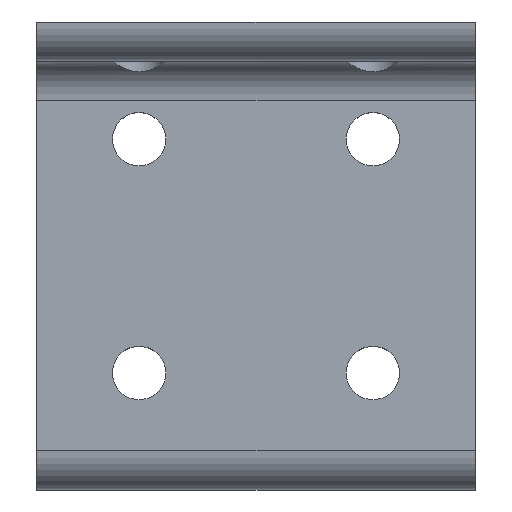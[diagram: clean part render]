
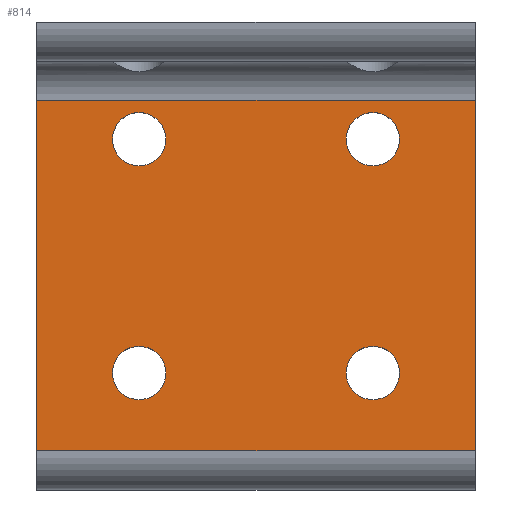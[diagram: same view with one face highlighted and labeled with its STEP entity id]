
A CAD part, top view. The second image highlights one B-rep face of the part: STEP entity #814.
In plain terms, the highlighted planar face has unit normal (0, 0, 1).
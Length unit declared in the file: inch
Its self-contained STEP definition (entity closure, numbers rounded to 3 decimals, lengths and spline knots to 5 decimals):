
#78=CARTESIAN_POINT('',(0.75,-2.421,0.25));
#79=VERTEX_POINT('',#78);
#95=CARTESIAN_POINT('',(0.75,-2.079,0.25));
#96=VERTEX_POINT('',#95);
#103=CARTESIAN_POINT('',(0.75,-2.25,0.25));
#104=DIRECTION('',(0.0,0.0,-1.0));
#105=DIRECTION('',(0.0,-1.0,0.0));
#106=AXIS2_PLACEMENT_3D('',#103,#104,#105);
#107=CIRCLE('',#106,0.171);
#108=EDGE_CURVE('',#79,#96,#107,.T.);
#120=CARTESIAN_POINT('',(0.75,-0.921,0.25));
#121=VERTEX_POINT('',#120);
#137=CARTESIAN_POINT('',(0.75,-0.579,0.25));
#138=VERTEX_POINT('',#137);
#145=CARTESIAN_POINT('',(0.75,-0.75,0.25));
#146=DIRECTION('',(0.0,0.0,-1.0));
#147=DIRECTION('',(0.0,-1.0,0.0));
#148=AXIS2_PLACEMENT_3D('',#145,#146,#147);
#149=CIRCLE('',#148,0.171);
#150=EDGE_CURVE('',#121,#138,#149,.T.);
#162=CARTESIAN_POINT('',(-0.75,-2.421,0.25));
#163=VERTEX_POINT('',#162);
#179=CARTESIAN_POINT('',(-0.75,-2.079,0.25));
#180=VERTEX_POINT('',#179);
#187=CARTESIAN_POINT('',(-0.75,-2.25,0.25));
#188=DIRECTION('',(0.0,0.0,-1.0));
#189=DIRECTION('',(0.0,-1.0,0.0));
#190=AXIS2_PLACEMENT_3D('',#187,#188,#189);
#191=CIRCLE('',#190,0.171);
#192=EDGE_CURVE('',#163,#180,#191,.T.);
#204=CARTESIAN_POINT('',(-0.75,-0.921,0.25));
#205=VERTEX_POINT('',#204);
#221=CARTESIAN_POINT('',(-0.75,-0.579,0.25));
#222=VERTEX_POINT('',#221);
#229=CARTESIAN_POINT('',(-0.75,-0.75,0.25));
#230=DIRECTION('',(0.0,0.0,-1.0));
#231=DIRECTION('',(0.0,-1.0,0.0));
#232=AXIS2_PLACEMENT_3D('',#229,#230,#231);
#233=CIRCLE('',#232,0.171);
#234=EDGE_CURVE('',#205,#222,#233,.T.);
#388=CARTESIAN_POINT('',(-0.75,-0.75,0.25));
#389=DIRECTION('',(0.0,0.0,-1.0));
#390=DIRECTION('',(0.0,-1.0,0.0));
#391=AXIS2_PLACEMENT_3D('',#388,#389,#390);
#392=CIRCLE('',#391,0.171);
#393=EDGE_CURVE('',#222,#205,#392,.T.);
#412=CARTESIAN_POINT('',(-0.75,-2.25,0.25));
#413=DIRECTION('',(0.0,0.0,-1.0));
#414=DIRECTION('',(0.0,-1.0,0.0));
#415=AXIS2_PLACEMENT_3D('',#412,#413,#414);
#416=CIRCLE('',#415,0.171);
#417=EDGE_CURVE('',#180,#163,#416,.T.);
#579=CARTESIAN_POINT('',(0.75,-0.75,0.25));
#580=DIRECTION('',(0.0,0.0,-1.0));
#581=DIRECTION('',(0.0,-1.0,0.0));
#582=AXIS2_PLACEMENT_3D('',#579,#580,#581);
#583=CIRCLE('',#582,0.171);
#584=EDGE_CURVE('',#138,#121,#583,.T.);
#603=CARTESIAN_POINT('',(0.75,-2.25,0.25));
#604=DIRECTION('',(0.0,0.0,-1.0));
#605=DIRECTION('',(0.0,-1.0,0.0));
#606=AXIS2_PLACEMENT_3D('',#603,#604,#605);
#607=CIRCLE('',#606,0.171);
#608=EDGE_CURVE('',#96,#79,#607,.T.);
#740=CARTESIAN_POINT('',(1.406,-2.75,0.25));
#741=VERTEX_POINT('',#740);
#749=CARTESIAN_POINT('',(-1.406,-2.75,0.25));
#750=VERTEX_POINT('',#749);
#751=CARTESIAN_POINT('',(-1.406,-2.75,0.25));
#752=DIRECTION('',(1.0,0.0,0.0));
#753=VECTOR('',#752,2.812);
#754=LINE('',#751,#753);
#755=EDGE_CURVE('',#750,#741,#754,.T.);
#768=CARTESIAN_POINT('',(-1.406,-2.75,0.25));
#769=DIRECTION('',(0.0,0.0,1.0));
#770=DIRECTION('',(0.0,-1.0,0.0));
#771=AXIS2_PLACEMENT_3D('',#768,#769,#770);
#772=PLANE('',#771);
#773=CARTESIAN_POINT('',(1.406,-0.5,0.25));
#774=VERTEX_POINT('',#773);
#775=CARTESIAN_POINT('',(1.406,-2.75,0.25));
#776=DIRECTION('',(0.0,1.0,0.0));
#777=VECTOR('',#776,2.25);
#778=LINE('',#775,#777);
#779=EDGE_CURVE('',#741,#774,#778,.T.);
#780=ORIENTED_EDGE('',*,*,#779,.T.);
#781=CARTESIAN_POINT('',(-1.406,-0.5,0.25));
#782=VERTEX_POINT('',#781);
#783=CARTESIAN_POINT('',(-1.406,-0.5,0.25));
#784=DIRECTION('',(1.0,0.0,0.0));
#785=VECTOR('',#784,2.812);
#786=LINE('',#783,#785);
#787=EDGE_CURVE('',#782,#774,#786,.T.);
#788=ORIENTED_EDGE('',*,*,#787,.F.);
#789=CARTESIAN_POINT('',(-1.406,-2.75,0.25));
#790=DIRECTION('',(0.0,1.0,0.0));
#791=VECTOR('',#790,2.25);
#792=LINE('',#789,#791);
#793=EDGE_CURVE('',#750,#782,#792,.T.);
#794=ORIENTED_EDGE('',*,*,#793,.F.);
#795=ORIENTED_EDGE('',*,*,#755,.T.);
#796=EDGE_LOOP('',(#780,#788,#794,#795));
#797=FACE_OUTER_BOUND('',#796,.T.);
#798=ORIENTED_EDGE('',*,*,#234,.T.);
#799=ORIENTED_EDGE('',*,*,#393,.T.);
#800=EDGE_LOOP('',(#798,#799));
#801=FACE_BOUND('',#800,.T.);
#802=ORIENTED_EDGE('',*,*,#192,.T.);
#803=ORIENTED_EDGE('',*,*,#417,.T.);
#804=EDGE_LOOP('',(#802,#803));
#805=FACE_BOUND('',#804,.T.);
#806=ORIENTED_EDGE('',*,*,#150,.T.);
#807=ORIENTED_EDGE('',*,*,#584,.T.);
#808=EDGE_LOOP('',(#806,#807));
#809=FACE_BOUND('',#808,.T.);
#810=ORIENTED_EDGE('',*,*,#108,.T.);
#811=ORIENTED_EDGE('',*,*,#608,.T.);
#812=EDGE_LOOP('',(#810,#811));
#813=FACE_BOUND('',#812,.T.);
#814=ADVANCED_FACE('',(#797,#801,#805,#809,#813),#772,.T.);
